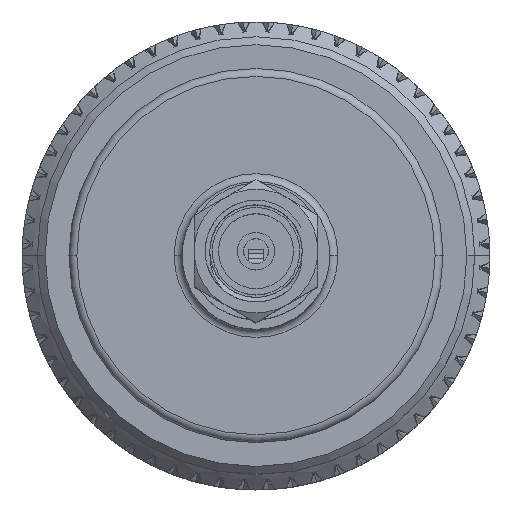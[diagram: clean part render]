
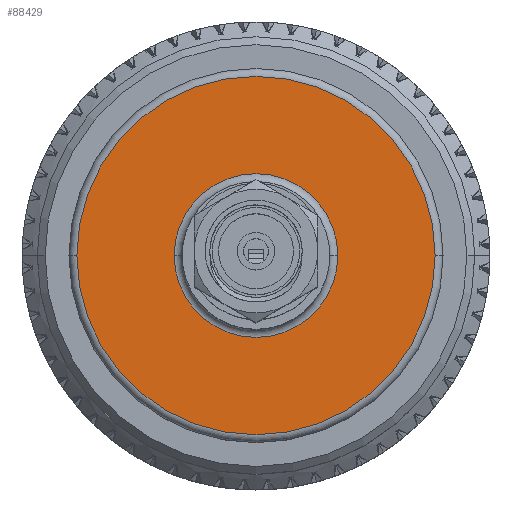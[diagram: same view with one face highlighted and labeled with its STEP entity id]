
A CAD part, top view. The second image highlights one B-rep face of the part: STEP entity #88429.
In plain terms, the highlighted face is planar.
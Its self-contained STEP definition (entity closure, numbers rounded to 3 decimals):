
#1129 = CARTESIAN_POINT ( 'NONE',  ( 15.913, 0., 0. ) ) ;
#6689 = DIRECTION ( 'NONE',  ( 0., 0., -1. ) ) ;
#8465 = EDGE_CURVE ( 'NONE', #91215, #74598, #40777, .T. ) ;
#9945 = AXIS2_PLACEMENT_3D ( 'NONE', #92145, #85167, #6689 ) ;
#14572 = DIRECTION ( 'NONE',  ( 1., 0., 0. ) ) ;
#14881 = PLANE ( 'NONE',  #58625 ) ;
#18089 = CIRCLE ( 'NONE', #59999, 5.74 ) ;
#19876 = ORIENTED_EDGE ( 'NONE', *, *, #30128, .T. ) ;
#22952 = AXIS2_PLACEMENT_3D ( 'NONE', #1129, #88441, #51779 ) ;
#28719 = DIRECTION ( 'NONE',  ( 1., 0., 0. ) ) ;
#30128 = EDGE_CURVE ( 'NONE', #63791, #32135, #18089, .T. ) ;
#32135 = VERTEX_POINT ( 'NONE', #80966 ) ;
#36105 = CARTESIAN_POINT ( 'NONE',  ( 15.913, 0., 0. ) ) ;
#36864 = EDGE_LOOP ( 'NONE', ( #57051, #73775 ) ) ;
#40777 = CIRCLE ( 'NONE', #22952, 2.623 ) ;
#46999 = CARTESIAN_POINT ( 'NONE',  ( 15.913, 0., -2.623 ) ) ;
#50530 = DIRECTION ( 'NONE',  ( 0., 0., -1. ) ) ;
#51779 = DIRECTION ( 'NONE',  ( 0., 0., -1. ) ) ;
#54786 = AXIS2_PLACEMENT_3D ( 'NONE', #36105, #58237, #80391 ) ;
#55600 = CIRCLE ( 'NONE', #54786, 5.74 ) ;
#57051 = ORIENTED_EDGE ( 'NONE', *, *, #8465, .T. ) ;
#57561 = CARTESIAN_POINT ( 'NONE',  ( 15.913, 0., 2.623 ) ) ;
#57927 = CARTESIAN_POINT ( 'NONE',  ( 15.913, 0., 0. ) ) ;
#58237 = DIRECTION ( 'NONE',  ( 1., 0., 0. ) ) ;
#58625 = AXIS2_PLACEMENT_3D ( 'NONE', #57927, #14572, #65236 ) ;
#59999 = AXIS2_PLACEMENT_3D ( 'NONE', #72000, #28719, #50530 ) ;
#63400 = ORIENTED_EDGE ( 'NONE', *, *, #91720, .T. ) ;
#63791 = VERTEX_POINT ( 'NONE', #64572 ) ;
#64572 = CARTESIAN_POINT ( 'NONE',  ( 15.913, 0., 5.74 ) ) ;
#65236 = DIRECTION ( 'NONE',  ( 0., 0., -1. ) ) ;
#72000 = CARTESIAN_POINT ( 'NONE',  ( 15.913, 0., 0. ) ) ;
#72844 = FACE_BOUND ( 'NONE', #36864, .T. ) ;
#73775 = ORIENTED_EDGE ( 'NONE', *, *, #78513, .T. ) ;
#74598 = VERTEX_POINT ( 'NONE', #57561 ) ;
#76897 = EDGE_LOOP ( 'NONE', ( #63400, #19876 ) ) ;
#78513 = EDGE_CURVE ( 'NONE', #74598, #91215, #86516, .T. ) ;
#80391 = DIRECTION ( 'NONE',  ( 0., 0., -1. ) ) ;
#80966 = CARTESIAN_POINT ( 'NONE',  ( 15.913, 0., -5.74 ) ) ;
#85167 = DIRECTION ( 'NONE',  ( -1., 0., 0. ) ) ;
#85271 = FACE_OUTER_BOUND ( 'NONE', #76897, .T. ) ;
#86516 = CIRCLE ( 'NONE', #9945, 2.623 ) ;
#88429 = ADVANCED_FACE ( 'NONE', ( #72844, #85271 ), #14881, .T. ) ;
#88441 = DIRECTION ( 'NONE',  ( -1., 0., 0. ) ) ;
#91215 = VERTEX_POINT ( 'NONE', #46999 ) ;
#91720 = EDGE_CURVE ( 'NONE', #32135, #63791, #55600, .T. ) ;
#92145 = CARTESIAN_POINT ( 'NONE',  ( 15.913, 0., 0. ) ) ;
